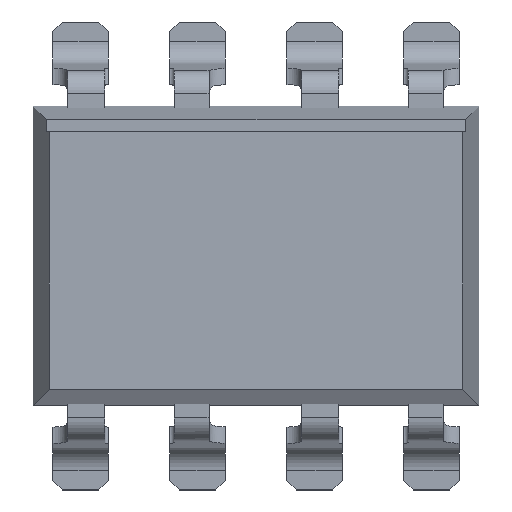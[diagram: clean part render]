
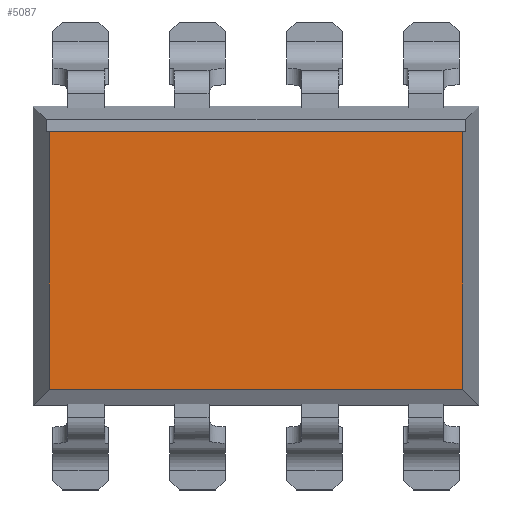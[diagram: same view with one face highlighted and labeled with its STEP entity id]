
A CAD part, top view. The second image highlights one B-rep face of the part: STEP entity #5087.
In plain terms, the highlighted planar face has unit normal (0, 0, 1).
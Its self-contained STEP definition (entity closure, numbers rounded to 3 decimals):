
#5087=ADVANCED_FACE('',(#5088),#5122,.T.);
#5088=FACE_BOUND('',#5089,.T.);
#5089=EDGE_LOOP('',(#5090,#5100,#5108,#5116));
#5090=ORIENTED_EDGE('',*,*,#5091,.T.);
#5091=EDGE_CURVE('',#5092,#5094,#5096,.T.);
#5092=VERTEX_POINT('',#5093);
#5093=CARTESIAN_POINT('',(-4.49,2.694,3.5));
#5094=VERTEX_POINT('',#5095);
#5095=CARTESIAN_POINT('',(-4.49,-2.9,3.5));
#5096=LINE('',#5097,#5098);
#5097=CARTESIAN_POINT('',(-4.49,2.694,3.5));
#5098=VECTOR('',#5099,1.0);
#5099=DIRECTION('',(0.0,-1.0,0.0));
#5100=ORIENTED_EDGE('',*,*,#5101,.T.);
#5101=EDGE_CURVE('',#5094,#5102,#5104,.T.);
#5102=VERTEX_POINT('',#5103);
#5103=CARTESIAN_POINT('',(4.49,-2.9,3.5));
#5104=LINE('',#5105,#5106);
#5105=CARTESIAN_POINT('',(-4.49,-2.9,3.5));
#5106=VECTOR('',#5107,1.0);
#5107=DIRECTION('',(1.0,0.0,0.0));
#5108=ORIENTED_EDGE('',*,*,#5109,.T.);
#5109=EDGE_CURVE('',#5102,#5110,#5112,.F.);
#5110=VERTEX_POINT('',#5111);
#5111=CARTESIAN_POINT('',(4.49,2.694,3.5));
#5112=LINE('',#5113,#5114);
#5113=CARTESIAN_POINT('',(4.49,2.694,3.5));
#5114=VECTOR('',#5115,1.0);
#5115=DIRECTION('',(0.0,-1.0,0.0));
#5116=ORIENTED_EDGE('',*,*,#5117,.T.);
#5117=EDGE_CURVE('',#5110,#5092,#5118,.T.);
#5118=LINE('',#5119,#5120);
#5119=CARTESIAN_POINT('',(4.49,2.694,3.5));
#5120=VECTOR('',#5121,1.0);
#5121=DIRECTION('',(-1.0,0.0,0.0));
#5122=PLANE('',#5123);
#5123=AXIS2_PLACEMENT_3D('',#5124,#5125,#5126);
#5124=CARTESIAN_POINT('',(0.0,0.0,3.5));
#5125=DIRECTION('',(0.0,0.0,1.0));
#5126=DIRECTION('',(1.0,0.0,0.0));
